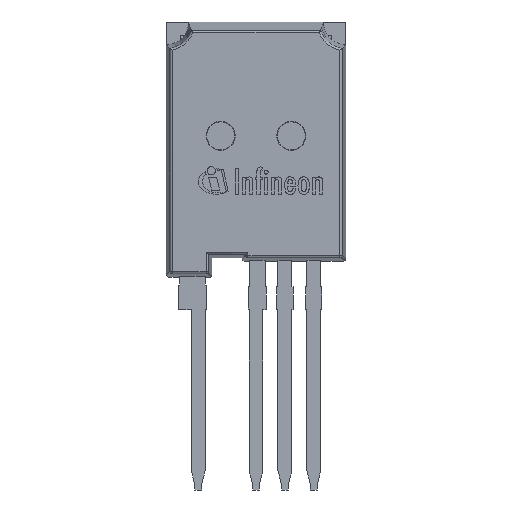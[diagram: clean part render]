
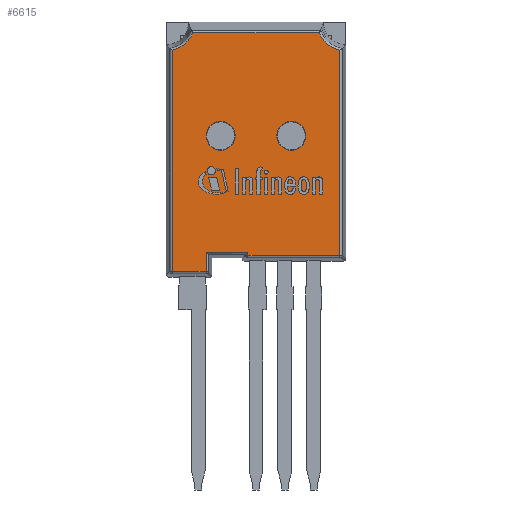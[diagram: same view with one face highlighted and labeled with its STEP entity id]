
A CAD part, left-side view. The second image highlights one B-rep face of the part: STEP entity #6615.
In plain terms, the highlighted planar face has unit normal (-1, 0, 0).
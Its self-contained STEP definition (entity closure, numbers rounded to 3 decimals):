
#98=FACE_BOUND('',#940,.T.);
#99=FACE_BOUND('',#941,.T.);
#552=FACE_OUTER_BOUND('',#939,.T.);
#939=EDGE_LOOP('',(#5610,#5611,#5612,#5613,#5614,#5615,#5616,#5617,#5618,
#5619));
#940=EDGE_LOOP('',(#5620));
#941=EDGE_LOOP('',(#5621));
#1372=LINE('',#10636,#2018);
#1408=LINE('',#10763,#2054);
#1411=LINE('',#10772,#2057);
#1421=LINE('',#10820,#2067);
#1446=LINE('',#10891,#2092);
#1448=LINE('',#10895,#2094);
#1449=LINE('',#10898,#2095);
#1453=LINE('',#10950,#2099);
#2018=VECTOR('',#8695,1.);
#2054=VECTOR('',#8831,1.);
#2057=VECTOR('',#8840,1.);
#2067=VECTOR('',#8882,1.);
#2092=VECTOR('',#8955,1.);
#2094=VECTOR('',#8961,1.);
#2095=VECTOR('',#8964,1.);
#2099=VECTOR('',#8978,1.);
#2602=CIRCLE('',#7300,2.547);
#2603=CIRCLE('',#7303,2.547);
#2611=CIRCLE('',#7319,1.27);
#2612=CIRCLE('',#7320,1.27);
#3004=VERTEX_POINT('',#10628);
#3006=VERTEX_POINT('',#10634);
#3046=VERTEX_POINT('',#10758);
#3047=VERTEX_POINT('',#10762);
#3050=VERTEX_POINT('',#10770);
#3060=VERTEX_POINT('',#10807);
#3079=VERTEX_POINT('',#10890);
#3080=VERTEX_POINT('',#10897);
#3085=VERTEX_POINT('',#10920);
#3087=VERTEX_POINT('',#10937);
#3094=VERTEX_POINT('',#10978);
#3095=VERTEX_POINT('',#10980);
#3824=EDGE_CURVE('',#3006,#3004,#1372,.T.);
#3886=EDGE_CURVE('',#3046,#3047,#1408,.T.);
#3891=EDGE_CURVE('',#3050,#3046,#1411,.T.);
#3910=EDGE_CURVE('',#3060,#3050,#1421,.T.);
#3945=EDGE_CURVE('',#3047,#3079,#1446,.T.);
#3948=EDGE_CURVE('',#3079,#3006,#1448,.T.);
#3949=EDGE_CURVE('',#3004,#3080,#1449,.T.);
#3956=EDGE_CURVE('',#3085,#3060,#2602,.T.);
#3959=EDGE_CURVE('',#3087,#3085,#1453,.T.);
#3960=EDGE_CURVE('',#3080,#3087,#2603,.T.);
#3973=EDGE_CURVE('',#3094,#3094,#2611,.T.);
#3974=EDGE_CURVE('',#3095,#3095,#2612,.T.);
#5610=ORIENTED_EDGE('',*,*,#3956,.F.);
#5611=ORIENTED_EDGE('',*,*,#3959,.F.);
#5612=ORIENTED_EDGE('',*,*,#3960,.F.);
#5613=ORIENTED_EDGE('',*,*,#3949,.F.);
#5614=ORIENTED_EDGE('',*,*,#3824,.F.);
#5615=ORIENTED_EDGE('',*,*,#3948,.F.);
#5616=ORIENTED_EDGE('',*,*,#3945,.F.);
#5617=ORIENTED_EDGE('',*,*,#3886,.F.);
#5618=ORIENTED_EDGE('',*,*,#3891,.F.);
#5619=ORIENTED_EDGE('',*,*,#3910,.F.);
#5620=ORIENTED_EDGE('',*,*,#3973,.F.);
#5621=ORIENTED_EDGE('',*,*,#3974,.F.);
#6241=PLANE('',#7318);
#6615=ADVANCED_FACE('',(#552,#98,#99),#6241,.T.);
#7300=AXIS2_PLACEMENT_3D('',#10933,#8973,#8974);
#7303=AXIS2_PLACEMENT_3D('',#10952,#8981,#8982);
#7318=AXIS2_PLACEMENT_3D('',#10977,#9012,#9013);
#7319=AXIS2_PLACEMENT_3D('',#10979,#9014,#9015);
#7320=AXIS2_PLACEMENT_3D('',#10981,#9016,#9017);
#8695=DIRECTION('',(0.,1.,0.));
#8831=DIRECTION('',(0.,0.,1.));
#8840=DIRECTION('',(0.,1.,0.));
#8882=DIRECTION('',(0.,0.,-1.));
#8955=DIRECTION('',(0.,1.,0.));
#8961=DIRECTION('',(0.,0.,-1.));
#8964=DIRECTION('',(0.,0.,1.));
#8973=DIRECTION('center_axis',(-1.,0.,0.));
#8974=DIRECTION('ref_axis',(0.,0.637,-0.771));
#8978=DIRECTION('',(0.,-1.,0.));
#8981=DIRECTION('center_axis',(-1.,0.,0.));
#8982=DIRECTION('ref_axis',(0.,-0.637,-0.771));
#9012=DIRECTION('center_axis',(-1.,0.,0.));
#9013=DIRECTION('ref_axis',(0.,0.,1.));
#9014=DIRECTION('center_axis',(-1.,0.,0.));
#9015=DIRECTION('ref_axis',(0.,-1.,0.));
#9016=DIRECTION('center_axis',(-1.,0.,0.));
#9017=DIRECTION('ref_axis',(0.,-1.,0.));
#10628=CARTESIAN_POINT('',(-2.277,7.355,3.345));
#10634=CARTESIAN_POINT('',(-2.277,4.375,3.345));
#10636=CARTESIAN_POINT('',(-2.277,5.89,3.345));
#10758=CARTESIAN_POINT('',(-2.277,0.705,4.745));
#10762=CARTESIAN_POINT('',(-2.277,0.705,5.045));
#10763=CARTESIAN_POINT('',(-2.277,0.705,4.868));
#10770=CARTESIAN_POINT('',(-2.277,-7.355,4.745));
#10772=CARTESIAN_POINT('',(-2.277,2.54,4.745));
#10807=CARTESIAN_POINT('',(-2.277,-7.355,22.762));
#10820=CARTESIAN_POINT('',(-2.277,-7.355,3.339));
#10890=CARTESIAN_POINT('',(-2.277,4.375,5.045));
#10891=CARTESIAN_POINT('',(-2.277,3.88,5.045));
#10895=CARTESIAN_POINT('',(-2.277,4.375,4.868));
#10897=CARTESIAN_POINT('',(-2.277,7.355,22.762));
#10898=CARTESIAN_POINT('',(-2.277,7.355,3.339));
#10920=CARTESIAN_POINT('',(-2.277,-5.54,24.293));
#10933=CARTESIAN_POINT('Origin',(-2.277,-7.9,25.25));
#10937=CARTESIAN_POINT('',(-2.277,5.54,24.293));
#10950=CARTESIAN_POINT('',(-2.277,3.88,24.293));
#10952=CARTESIAN_POINT('Origin',(-2.277,7.9,25.25));
#10977=CARTESIAN_POINT('Origin',(-2.277,3.88,4.868));
#10978=CARTESIAN_POINT('',(-2.277,4.37,15.25));
#10979=CARTESIAN_POINT('Origin',(-2.277,3.1,15.25));
#10980=CARTESIAN_POINT('',(-2.277,-1.83,15.25));
#10981=CARTESIAN_POINT('Origin',(-2.277,-3.1,15.25));
